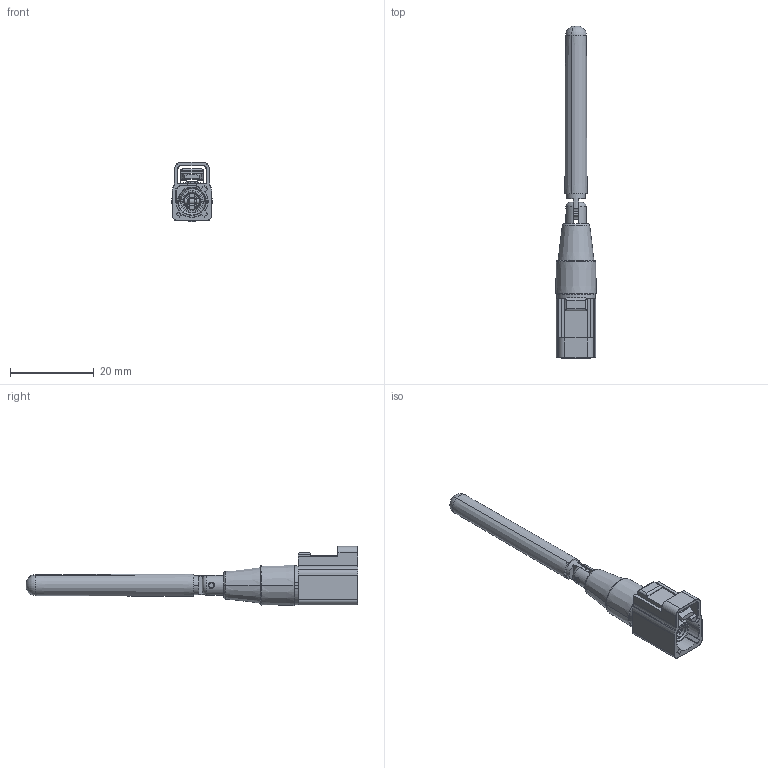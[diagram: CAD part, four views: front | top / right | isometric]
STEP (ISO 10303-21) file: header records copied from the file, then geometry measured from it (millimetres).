
FILE_DESCRIPTION (( 'STEP AP214' ), '1' );
FILE_NAME ('GW.05.0ZZ23.STEP', '2024-03-11T01:16:50', ( '' ), ( '' ), 'SwSTEP 2.0', 'SolidWorks 2022', '' );
FILE_SCHEMA (( 'AUTOMOTIVE_DESIGN' ));
Length unit declared in the file: millimetre
Products named in the file (1): GW.05.0ZZ23
Bounding box: 9.7 x 79.4 x 14.15 mm (x, y, z)
Surface area: 2905.7 mm2 (no closed solid volume)
Topology: 0 solids, 16 shells, 303 faces, 1323 edges, 1010 vertices
Faces by surface type: plane 123, cylinder 88, torus 44, cone 33, bspline 15
Entity records: 20709 total; most frequent: CARTESIAN_POINT 7241, DIRECTION 1952, ORIENTED_EDGE 1876, EDGE_CURVE 1323, VERTEX_POINT 1010, VECTOR 680, LINE 680, AXIS2_PLACEMENT_3D 636
